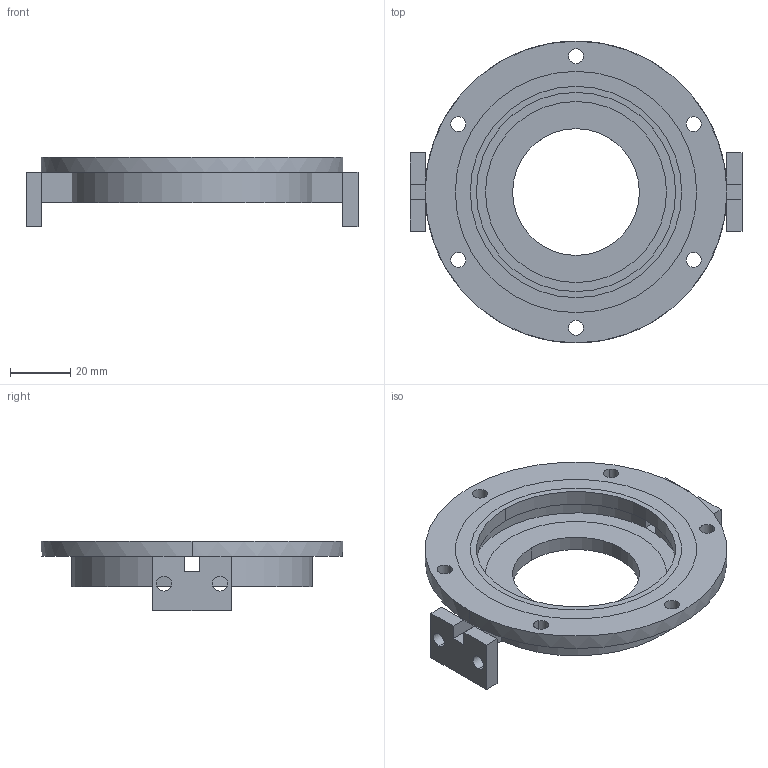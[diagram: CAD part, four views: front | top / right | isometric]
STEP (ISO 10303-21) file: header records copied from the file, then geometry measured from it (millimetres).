
FILE_DESCRIPTION(/* description */ ('VariCAD 2022-1.06 AP-214'),/* implementation_level */ '2;1');
FILE_NAME(/* name */ 'brush_holder.stp',/* time_stamp */ '2022-04-17T22:42:00-05:00',/* author */ (''),/* organization */ (''),/* preprocessor_version */ 'VariCAD 2022-1.06',/* originating_system */ 'VariCAD 2022-1.06; kernel version (20180118)',/* authorisation */ '');
FILE_SCHEMA(('AUTOMOTIVE_DESIGN'));
Length unit declared in the file: millimetre
Products named in the file (2): brush_holder
Assembly tree (1 placements, depth 2):
  brush_holder
    (unnamed)
Bounding box: 110 x 100 x 23 mm (x, y, z)
Volume: 50977.6 mm3; surface area: 24433.7 mm2
Topology: 1 solids, 1 shells, 73 faces, 190 edges, 122 vertices
Faces by surface type: plane 43, cylinder 30
Entity records: 2374 total; most frequent: CARTESIAN_POINT 419, DIRECTION 416, ORIENTED_EDGE 380, EDGE_CURVE 190, AXIS2_PLACEMENT_3D 155, VERTEX_POINT 122, LINE 106, VECTOR 106
